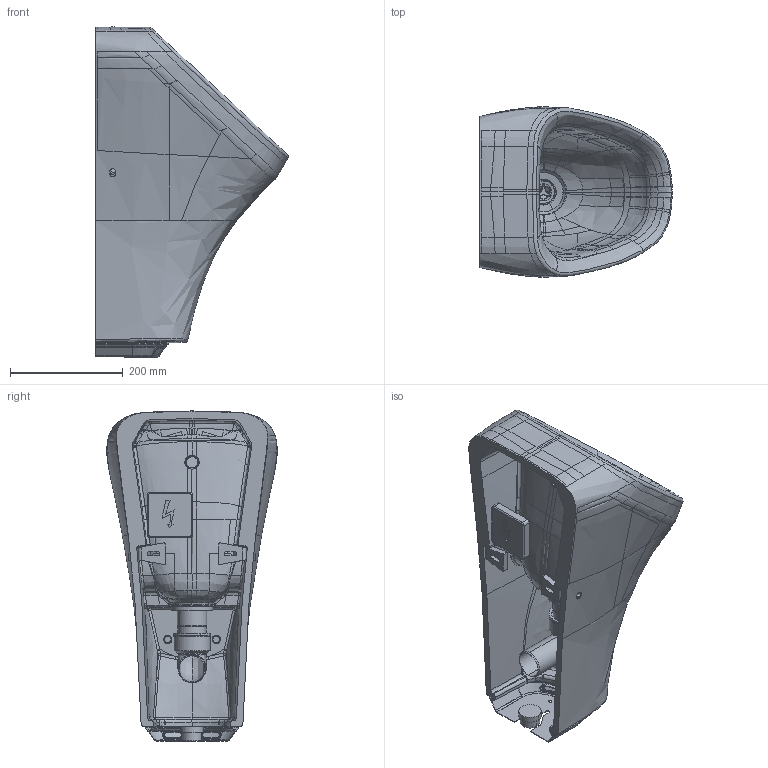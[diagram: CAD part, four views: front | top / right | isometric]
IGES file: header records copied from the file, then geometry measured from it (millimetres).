
Global section: file name: No Iges File Name specified; native system: Autodesk Inventor 2011; preprocessor: AutoDesk Inventor Iges Exporter R2011; author: Administrator; date: 20141104.112402; units: millimetre
Bounding box: 341.3 x 302.18 x 584.95 mm (x, y, z)
Volume: 9807408.5 mm3; surface area: 1033364.5 mm2
Topology: 18 solids, 19 shells, 1602 faces, 4180 edges, 2629 vertices
Faces by surface type: bspline 868, plane 261, revolution 235, cylinder 133, torus 54, cone 50, sphere 1
